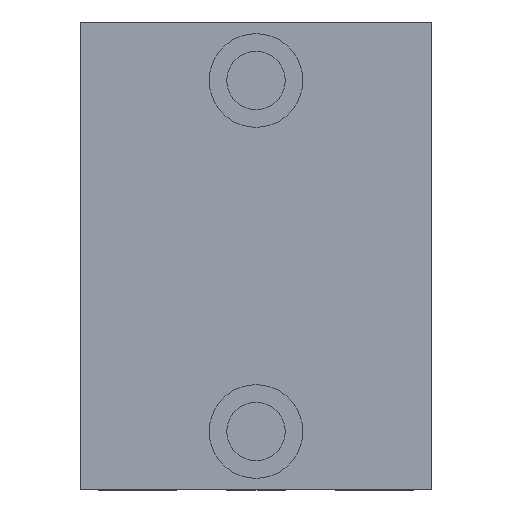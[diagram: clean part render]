
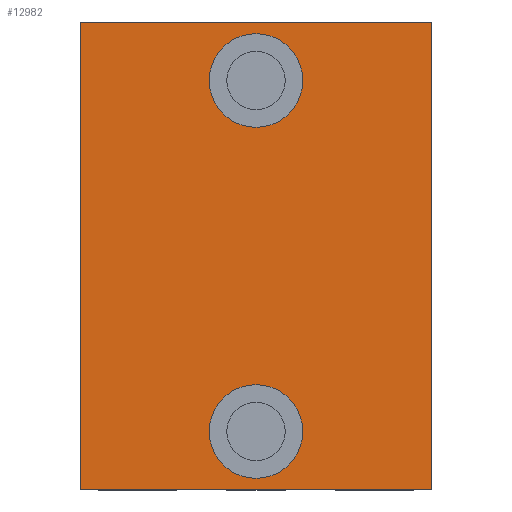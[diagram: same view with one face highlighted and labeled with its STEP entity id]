
A CAD part, left-side view. The second image highlights one B-rep face of the part: STEP entity #12982.
In plain terms, the highlighted planar face has unit normal (-1, 0, 0).
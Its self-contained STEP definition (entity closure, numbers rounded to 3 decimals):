
#448 = CARTESIAN_POINT ( 'NONE',  ( -52.52, 20.091, 101.039 ) ) ;
#526 = EDGE_CURVE ( 'NONE', #15975, #11222, #10442, .T. ) ;
#545 = EDGE_CURVE ( 'NONE', #15975, #12813, #2576, .T. ) ;
#830 = ORIENTED_EDGE ( 'NONE', *, *, #6591, .F. ) ;
#916 = DIRECTION ( 'NONE',  ( 0., 0., 1. ) ) ;
#1041 = FACE_BOUND ( 'NONE', #9823, .T. ) ;
#1369 = AXIS2_PLACEMENT_3D ( 'NONE', #10782, #5734, #12100 ) ;
#2432 = CARTESIAN_POINT ( 'NONE',  ( -52.52, 5.091, 100.039 ) ) ;
#2576 = LINE ( 'NONE', #12683, #11612 ) ;
#3566 = EDGE_LOOP ( 'NONE', ( #15410, #9977 ) ) ;
#4728 = DIRECTION ( 'NONE',  ( -1., 0., 0. ) ) ;
#4976 = DIRECTION ( 'NONE',  ( 0., 1., 0. ) ) ;
#5141 = EDGE_LOOP ( 'NONE', ( #6007, #11696, #6729, #6382 ) ) ;
#5241 = AXIS2_PLACEMENT_3D ( 'NONE', #16278, #8398, #6250 ) ;
#5328 = CIRCLE ( 'NONE', #13511, 4. ) ;
#5340 = CIRCLE ( 'NONE', #14573, 4. ) ;
#5734 = DIRECTION ( 'NONE',  ( -1., 0., 0. ) ) ;
#6007 = ORIENTED_EDGE ( 'NONE', *, *, #13896, .T. ) ;
#6039 = CARTESIAN_POINT ( 'NONE',  ( -52.52, 5.091, 66.039 ) ) ;
#6250 = DIRECTION ( 'NONE',  ( 0., 1., 0. ) ) ;
#6291 = LINE ( 'NONE', #12751, #15847 ) ;
#6382 = ORIENTED_EDGE ( 'NONE', *, *, #6682, .T. ) ;
#6451 = VECTOR ( 'NONE', #8950, 1000. ) ;
#6572 = CIRCLE ( 'NONE', #16147, 4. ) ;
#6591 = EDGE_CURVE ( 'NONE', #9459, #14439, #15898, .T. ) ;
#6630 = EDGE_CURVE ( 'NONE', #8972, #7816, #5328, .T. ) ;
#6682 = EDGE_CURVE ( 'NONE', #11222, #12464, #7227, .T. ) ;
#6729 = ORIENTED_EDGE ( 'NONE', *, *, #526, .T. ) ;
#7136 = EDGE_CURVE ( 'NONE', #14439, #9459, #5340, .T. ) ;
#7214 = DIRECTION ( 'NONE',  ( -1., 0., 0. ) ) ;
#7227 = LINE ( 'NONE', #9700, #7962 ) ;
#7334 = ORIENTED_EDGE ( 'NONE', *, *, #7136, .F. ) ;
#7816 = VERTEX_POINT ( 'NONE', #16349 ) ;
#7962 = VECTOR ( 'NONE', #13263, 1000. ) ;
#8398 = DIRECTION ( 'NONE',  ( 1., 0., 0. ) ) ;
#8615 = DIRECTION ( 'NONE',  ( 0., 0., -1. ) ) ;
#8871 = CARTESIAN_POINT ( 'NONE',  ( -52.52, 20.091, 61.039 ) ) ;
#8950 = DIRECTION ( 'NONE',  ( 0., -1., 0. ) ) ;
#8972 = VERTEX_POINT ( 'NONE', #2432 ) ;
#9459 = VERTEX_POINT ( 'NONE', #12818 ) ;
#9700 = CARTESIAN_POINT ( 'NONE',  ( -52.52, -9.909, 81.039 ) ) ;
#9823 = EDGE_LOOP ( 'NONE', ( #7334, #830 ) ) ;
#9977 = ORIENTED_EDGE ( 'NONE', *, *, #14945, .F. ) ;
#10442 = LINE ( 'NONE', #8871, #6451 ) ;
#10782 = CARTESIAN_POINT ( 'NONE',  ( -52.52, 5.091, 66.039 ) ) ;
#10868 = DIRECTION ( 'NONE',  ( -1., 0., 0. ) ) ;
#10977 = FACE_OUTER_BOUND ( 'NONE', #5141, .T. ) ;
#11141 = FACE_BOUND ( 'NONE', #3566, .T. ) ;
#11222 = VERTEX_POINT ( 'NONE', #13202 ) ;
#11612 = VECTOR ( 'NONE', #15239, 1000. ) ;
#11696 = ORIENTED_EDGE ( 'NONE', *, *, #545, .F. ) ;
#11989 = CARTESIAN_POINT ( 'NONE',  ( -52.52, 20.091, 61.039 ) ) ;
#12100 = DIRECTION ( 'NONE',  ( 0., 0., 1. ) ) ;
#12188 = DIRECTION ( 'NONE',  ( 0., 0., -1. ) ) ;
#12464 = VERTEX_POINT ( 'NONE', #15240 ) ;
#12683 = CARTESIAN_POINT ( 'NONE',  ( -52.52, 20.091, 81.039 ) ) ;
#12751 = CARTESIAN_POINT ( 'NONE',  ( -52.52, -9.909, 101.039 ) ) ;
#12813 = VERTEX_POINT ( 'NONE', #448 ) ;
#12818 = CARTESIAN_POINT ( 'NONE',  ( -52.52, 5.091, 70.039 ) ) ;
#12982 = ADVANCED_FACE ( 'NONE', ( #10977, #1041, #11141 ), #16029, .F. ) ;
#13202 = CARTESIAN_POINT ( 'NONE',  ( -52.52, -9.909, 61.039 ) ) ;
#13263 = DIRECTION ( 'NONE',  ( 0., 0., 1. ) ) ;
#13511 = AXIS2_PLACEMENT_3D ( 'NONE', #15831, #10868, #12188 ) ;
#13738 = CARTESIAN_POINT ( 'NONE',  ( -52.52, 5.091, 96.039 ) ) ;
#13896 = EDGE_CURVE ( 'NONE', #12464, #12813, #6291, .T. ) ;
#14439 = VERTEX_POINT ( 'NONE', #15586 ) ;
#14573 = AXIS2_PLACEMENT_3D ( 'NONE', #6039, #4728, #916 ) ;
#14945 = EDGE_CURVE ( 'NONE', #7816, #8972, #6572, .T. ) ;
#15239 = DIRECTION ( 'NONE',  ( 0., 0., 1. ) ) ;
#15240 = CARTESIAN_POINT ( 'NONE',  ( -52.52, -9.909, 101.039 ) ) ;
#15410 = ORIENTED_EDGE ( 'NONE', *, *, #6630, .F. ) ;
#15586 = CARTESIAN_POINT ( 'NONE',  ( -52.52, 5.091, 62.039 ) ) ;
#15831 = CARTESIAN_POINT ( 'NONE',  ( -52.52, 5.091, 96.039 ) ) ;
#15847 = VECTOR ( 'NONE', #4976, 1000. ) ;
#15898 = CIRCLE ( 'NONE', #1369, 4. ) ;
#15975 = VERTEX_POINT ( 'NONE', #11989 ) ;
#16029 = PLANE ( 'NONE',  #5241 ) ;
#16147 = AXIS2_PLACEMENT_3D ( 'NONE', #13738, #7214, #8615 ) ;
#16278 = CARTESIAN_POINT ( 'NONE',  ( -52.52, -9.909, 81.039 ) ) ;
#16349 = CARTESIAN_POINT ( 'NONE',  ( -52.52, 5.091, 92.039 ) ) ;
